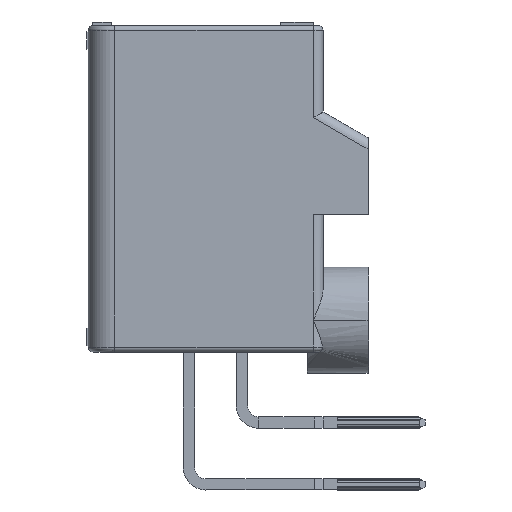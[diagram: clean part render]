
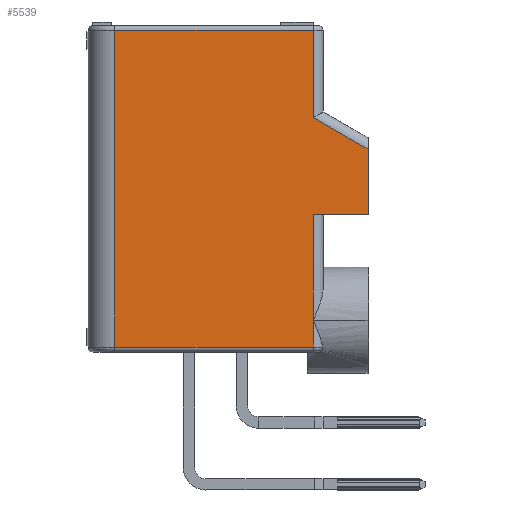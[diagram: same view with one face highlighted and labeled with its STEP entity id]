
A CAD part, left-side view. The second image highlights one B-rep face of the part: STEP entity #5539.
In plain terms, the highlighted planar face has unit normal (-1, 0, 0).
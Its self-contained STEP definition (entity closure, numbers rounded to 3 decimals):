
#55=CARTESIAN_POINT('',(-9.55,-6.1,-7.45));
#56=VERTEX_POINT('',#55);
#2923=CARTESIAN_POINT('',(-9.55,-6.1,-8.97));
#2924=VERTEX_POINT('',#2923);
#2965=CARTESIAN_POINT('',(-9.55,5.15,-8.97));
#2966=VERTEX_POINT('',#2965);
#2967=CARTESIAN_POINT('',(-9.55,-6.1,-8.97));
#2968=CARTESIAN_POINT('',(-9.55,-3.85,-8.97));
#2969=CARTESIAN_POINT('',(-9.55,-1.6,-8.97));
#2970=CARTESIAN_POINT('',(-9.55,0.65,-8.97));
#2971=CARTESIAN_POINT('',(-9.55,2.9,-8.97));
#2972=CARTESIAN_POINT('',(-9.55,5.15,-8.97));
#2973=B_SPLINE_CURVE_WITH_KNOTS('',5,(#2967,#2968,#2969,#2970,#2971,#2972),.UNSPECIFIED.,.F.,.U.,(6,6),(0.,11.25),.UNSPECIFIED.);
#2974=EDGE_CURVE('',#2924,#2966,#2973,.T.);
#4936=CARTESIAN_POINT('',(-9.55,-9.2,-1.45));
#4937=VERTEX_POINT('',#4936);
#4938=CARTESIAN_POINT('',(-9.55,-6.1,-1.45));
#4939=VERTEX_POINT('',#4938);
#4940=CARTESIAN_POINT('',(-9.55,-9.2,-1.45));
#4941=CARTESIAN_POINT('',(-9.55,-8.58,-1.45));
#4942=CARTESIAN_POINT('',(-9.55,-7.96,-1.45));
#4943=CARTESIAN_POINT('',(-9.55,-7.34,-1.45));
#4944=CARTESIAN_POINT('',(-9.55,-6.72,-1.45));
#4945=CARTESIAN_POINT('',(-9.55,-6.1,-1.45));
#4946=B_SPLINE_CURVE_WITH_KNOTS('',5,(#4940,#4941,#4942,#4943,#4944,#4945),.UNSPECIFIED.,.F.,.U.,(6,6),(0.,3.1),.UNSPECIFIED.);
#4947=EDGE_CURVE('',#4937,#4939,#4946,.T.);
#5042=CARTESIAN_POINT('',(-9.55,-6.1,-1.45));
#5043=CARTESIAN_POINT('',(-9.55,-6.1,-2.65));
#5044=CARTESIAN_POINT('',(-9.55,-6.1,-3.85));
#5045=CARTESIAN_POINT('',(-9.55,-6.1,-5.05));
#5046=CARTESIAN_POINT('',(-9.55,-6.1,-6.25));
#5047=CARTESIAN_POINT('',(-9.55,-6.1,-7.45));
#5048=B_SPLINE_CURVE_WITH_KNOTS('',5,(#5042,#5043,#5044,#5045,#5046,#5047),.UNSPECIFIED.,.F.,.U.,(6,6),(0.,6.),.UNSPECIFIED.);
#5049=EDGE_CURVE('',#4939,#56,#5048,.T.);
#5272=CARTESIAN_POINT('',(-9.55,-6.1,-7.45));
#5273=CARTESIAN_POINT('',(-9.55,-6.1,-7.754));
#5274=CARTESIAN_POINT('',(-9.55,-6.1,-8.058));
#5275=CARTESIAN_POINT('',(-9.55,-6.1,-8.362));
#5276=CARTESIAN_POINT('',(-9.55,-6.1,-8.666));
#5277=CARTESIAN_POINT('',(-9.55,-6.1,-8.97));
#5278=B_SPLINE_CURVE_WITH_KNOTS('',5,(#5272,#5273,#5274,#5275,#5276,#5277),.UNSPECIFIED.,.F.,.U.,(6,6),(0.,1.52),.UNSPECIFIED.);
#5279=EDGE_CURVE('',#56,#2924,#5278,.T.);
#5475=CARTESIAN_POINT('',(-9.55,-2.025,0.));
#5476=DIRECTION('',(0.,-1.,0.));
#5477=DIRECTION('',(-1.,0.,0.));
#5478=AXIS2_PLACEMENT_3D('',#5475,#5477,#5476);
#5479=PLANE('',#5478);
#5480=CARTESIAN_POINT('',(-9.55,5.15,8.97));
#5481=VERTEX_POINT('',#5480);
#5482=CARTESIAN_POINT('',(-9.55,5.15,8.97));
#5483=CARTESIAN_POINT('',(-9.55,5.15,5.382));
#5484=CARTESIAN_POINT('',(-9.55,5.15,1.794));
#5485=CARTESIAN_POINT('',(-9.55,5.15,-1.794));
#5486=CARTESIAN_POINT('',(-9.55,5.15,-5.382));
#5487=CARTESIAN_POINT('',(-9.55,5.15,-8.97));
#5488=B_SPLINE_CURVE_WITH_KNOTS('',5,(#5482,#5483,#5484,#5485,#5486,#5487),.UNSPECIFIED.,.F.,.U.,(6,6),(0.,17.94),.UNSPECIFIED.);
#5489=EDGE_CURVE('',#5481,#2966,#5488,.T.);
#5490=ORIENTED_EDGE('',*,*,#5489,.T.);
#5491=ORIENTED_EDGE('',*,*,#2974,.F.);
#5492=ORIENTED_EDGE('',*,*,#5279,.F.);
#5493=ORIENTED_EDGE('',*,*,#5049,.F.);
#5494=ORIENTED_EDGE('',*,*,#4947,.F.);
#5495=CARTESIAN_POINT('',(-9.55,-9.2,2.244));
#5496=VERTEX_POINT('',#5495);
#5497=CARTESIAN_POINT('',(-9.55,-9.2,-1.45));
#5498=CARTESIAN_POINT('',(-9.55,-9.2,-0.711));
#5499=CARTESIAN_POINT('',(-9.55,-9.2,0.028));
#5500=CARTESIAN_POINT('',(-9.55,-9.2,0.766));
#5501=CARTESIAN_POINT('',(-9.55,-9.2,1.505));
#5502=CARTESIAN_POINT('',(-9.55,-9.2,2.244));
#5503=B_SPLINE_CURVE_WITH_KNOTS('',5,(#5497,#5498,#5499,#5500,#5501,#5502),.UNSPECIFIED.,.F.,.U.,(6,6),(0.,3.694),.UNSPECIFIED.);
#5504=EDGE_CURVE('',#4937,#5496,#5503,.T.);
#5505=ORIENTED_EDGE('',*,*,#5504,.T.);
#5506=CARTESIAN_POINT('',(-9.55,-6.1,4.032));
#5507=VERTEX_POINT('',#5506);
#5508=CARTESIAN_POINT('',(-9.55,-9.2,2.244));
#5509=CARTESIAN_POINT('',(-9.55,-8.58,2.602));
#5510=CARTESIAN_POINT('',(-9.55,-7.96,2.959));
#5511=CARTESIAN_POINT('',(-9.55,-7.34,3.317));
#5512=CARTESIAN_POINT('',(-9.55,-6.72,3.675));
#5513=CARTESIAN_POINT('',(-9.55,-6.1,4.032));
#5514=B_SPLINE_CURVE_WITH_KNOTS('',5,(#5508,#5509,#5510,#5511,#5512,#5513),.UNSPECIFIED.,.F.,.U.,(6,6),(0.,3.579),.UNSPECIFIED.);
#5515=EDGE_CURVE('',#5496,#5507,#5514,.T.);
#5516=ORIENTED_EDGE('',*,*,#5515,.T.);
#5517=CARTESIAN_POINT('',(-9.55,-6.1,8.97));
#5518=VERTEX_POINT('',#5517);
#5519=CARTESIAN_POINT('',(-9.55,-6.1,4.032));
#5520=CARTESIAN_POINT('',(-9.55,-6.1,5.02));
#5521=CARTESIAN_POINT('',(-9.55,-6.1,6.007));
#5522=CARTESIAN_POINT('',(-9.55,-6.1,6.995));
#5523=CARTESIAN_POINT('',(-9.55,-6.1,7.982));
#5524=CARTESIAN_POINT('',(-9.55,-6.1,8.97));
#5525=B_SPLINE_CURVE_WITH_KNOTS('',5,(#5519,#5520,#5521,#5522,#5523,#5524),.UNSPECIFIED.,.F.,.U.,(6,6),(0.,4.938),.UNSPECIFIED.);
#5526=EDGE_CURVE('',#5507,#5518,#5525,.T.);
#5527=ORIENTED_EDGE('',*,*,#5526,.T.);
#5528=CARTESIAN_POINT('',(-9.55,-6.1,8.97));
#5529=CARTESIAN_POINT('',(-9.55,-3.85,8.97));
#5530=CARTESIAN_POINT('',(-9.55,-1.6,8.97));
#5531=CARTESIAN_POINT('',(-9.55,0.65,8.97));
#5532=CARTESIAN_POINT('',(-9.55,2.9,8.97));
#5533=CARTESIAN_POINT('',(-9.55,5.15,8.97));
#5534=B_SPLINE_CURVE_WITH_KNOTS('',5,(#5528,#5529,#5530,#5531,#5532,#5533),.UNSPECIFIED.,.F.,.U.,(6,6),(0.,11.25),.UNSPECIFIED.);
#5535=EDGE_CURVE('',#5518,#5481,#5534,.T.);
#5536=ORIENTED_EDGE('',*,*,#5535,.T.);
#5537=EDGE_LOOP('',(#5490,#5491,#5492,#5493,#5494,#5505,#5516,#5527,#5536));
#5538=FACE_OUTER_BOUND('',#5537,.T.);
#5539=ADVANCED_FACE('',(#5538),#5479,.T.);
